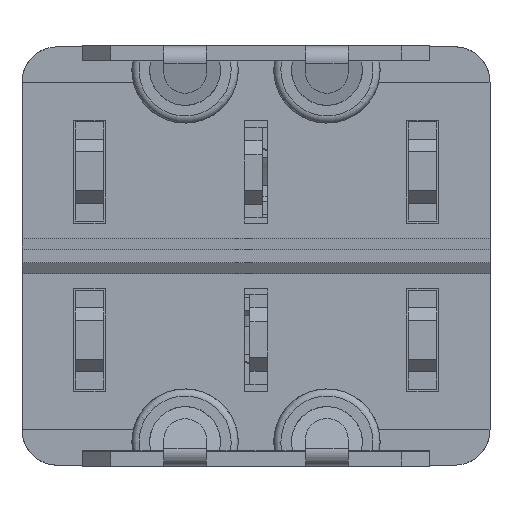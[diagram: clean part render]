
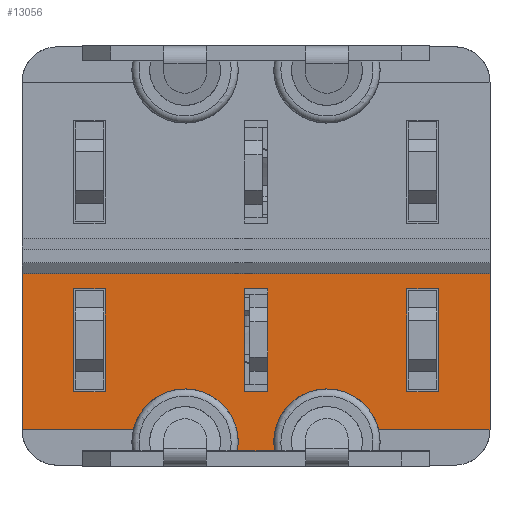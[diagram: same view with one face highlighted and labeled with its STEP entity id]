
A CAD part, front view. The second image highlights one B-rep face of the part: STEP entity #13056.
In plain terms, the highlighted planar face has unit normal (0, -1, 0).
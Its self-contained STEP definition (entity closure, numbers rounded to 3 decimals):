
#335=DIRECTION('',(1.,0.,0.));
#336=VECTOR('',#335,1.042);
#337=CARTESIAN_POINT('',(-0.521,0.35,-5.5));
#338=LINE('',#337,#336);
#705=DIRECTION('',(0.,0.,1.));
#706=VECTOR('',#705,4.4);
#707=CARTESIAN_POINT('',(6.6,0.35,-4.9));
#708=LINE('',#707,#706);
#733=DIRECTION('',(1.,0.,0.));
#734=VECTOR('',#733,13.2);
#735=CARTESIAN_POINT('',(-6.6,0.35,-0.5));
#736=LINE('',#735,#734);
#737=DIRECTION('',(-1.,0.,0.));
#738=VECTOR('',#737,3.141);
#739=CARTESIAN_POINT('',(6.6,0.35,-4.9));
#740=LINE('',#739,#738);
#741=CARTESIAN_POINT('',(2.,0.35,-5.25));
#742=DIRECTION('',(0.,1.,0.));
#743=DIRECTION('',(-0.986,0.,-0.167));
#744=AXIS2_PLACEMENT_3D('',#741,#742,#743);
#746=CARTESIAN_POINT('',(-2.,0.35,-5.25));
#747=DIRECTION('',(0.,1.,0.));
#748=DIRECTION('',(-0.972,0.,0.233));
#749=AXIS2_PLACEMENT_3D('',#746,#747,#748);
#751=DIRECTION('',(1.,0.,0.));
#752=VECTOR('',#751,3.141);
#753=CARTESIAN_POINT('',(-6.6,0.35,-4.9));
#754=LINE('',#753,#752);
#755=DIRECTION('',(-1.,0.,0.));
#756=VECTOR('',#755,0.9);
#757=CARTESIAN_POINT('',(5.15,0.35,-3.825));
#758=LINE('',#757,#756);
#759=DIRECTION('',(0.,0.,-1.));
#760=VECTOR('',#759,2.9);
#761=CARTESIAN_POINT('',(5.15,0.35,-0.925));
#762=LINE('',#761,#760);
#763=DIRECTION('',(1.,0.,0.));
#764=VECTOR('',#763,0.9);
#765=CARTESIAN_POINT('',(4.25,0.35,-0.925));
#766=LINE('',#765,#764);
#767=DIRECTION('',(-1.,0.,0.));
#768=VECTOR('',#767,0.9);
#769=CARTESIAN_POINT('',(-4.25,0.35,-0.925));
#770=LINE('',#769,#768);
#771=DIRECTION('',(0.,0.,-1.));
#772=VECTOR('',#771,2.9);
#773=CARTESIAN_POINT('',(-5.15,0.35,-0.925));
#774=LINE('',#773,#772);
#775=DIRECTION('',(1.,0.,0.));
#776=VECTOR('',#775,0.9);
#777=CARTESIAN_POINT('',(-5.15,0.35,-3.825));
#778=LINE('',#777,#776);
#779=DIRECTION('',(1.,0.,0.));
#780=VECTOR('',#779,0.65);
#781=CARTESIAN_POINT('',(-0.325,0.35,-0.925));
#782=LINE('',#781,#780);
#783=DIRECTION('',(-1.,0.,0.));
#784=VECTOR('',#783,0.65);
#785=CARTESIAN_POINT('',(0.325,0.35,-3.825));
#786=LINE('',#785,#784);
#787=DIRECTION('',(0.,0.,1.));
#788=VECTOR('',#787,2.548);
#789=CARTESIAN_POINT('',(0.325,0.35,-3.625));
#790=LINE('',#789,#788);
#811=DIRECTION('',(0.,0.,-1.));
#812=VECTOR('',#811,4.4);
#813=CARTESIAN_POINT('',(-6.6,0.35,-0.5));
#814=LINE('',#813,#812);
#3859=DIRECTION('',(0.,0.,-1.));
#3860=VECTOR('',#3859,2.9);
#3861=CARTESIAN_POINT('',(-4.25,0.35,-0.925));
#3862=LINE('',#3861,#3860);
#4664=DIRECTION('',(0.,0.,-1.));
#4665=VECTOR('',#4664,0.152);
#4666=CARTESIAN_POINT('',(0.325,0.35,-0.925));
#4667=LINE('',#4666,#4665);
#4684=DIRECTION('',(0.,0.,1.));
#4685=VECTOR('',#4684,2.9);
#4686=CARTESIAN_POINT('',(-0.325,0.35,-3.825));
#4687=LINE('',#4686,#4685);
#4726=DIRECTION('',(0.,0.,-1.));
#4727=VECTOR('',#4726,0.2);
#4728=CARTESIAN_POINT('',(0.325,0.35,-3.625));
#4729=LINE('',#4728,#4727);
#5159=DIRECTION('',(0.,0.,1.));
#5160=VECTOR('',#5159,2.9);
#5161=CARTESIAN_POINT('',(4.25,0.35,-3.825));
#5162=LINE('',#5161,#5160);
#10130=CARTESIAN_POINT('',(-0.521,0.35,-5.5));
#10131=CARTESIAN_POINT('',(0.521,0.35,-5.5));
#10132=VERTEX_POINT('',#10130);
#10133=VERTEX_POINT('',#10131);
#10145=CARTESIAN_POINT('',(6.6,0.35,-4.9));
#10147=VERTEX_POINT('',#10145);
#10150=CARTESIAN_POINT('',(3.459,0.35,-4.9));
#10151=VERTEX_POINT('',#10150);
#10170=CARTESIAN_POINT('',(-6.6,0.35,-4.9));
#10172=VERTEX_POINT('',#10170);
#10182=CARTESIAN_POINT('',(-3.459,0.35,-4.9));
#10183=VERTEX_POINT('',#10182);
#10290=CARTESIAN_POINT('',(-0.325,0.35,-0.925));
#10291=CARTESIAN_POINT('',(0.325,0.35,-0.925));
#10292=VERTEX_POINT('',#10290);
#10293=VERTEX_POINT('',#10291);
#10294=CARTESIAN_POINT('',(0.325,0.35,-3.825));
#10295=CARTESIAN_POINT('',(-0.325,0.35,-3.825));
#10296=VERTEX_POINT('',#10294);
#10297=VERTEX_POINT('',#10295);
#10298=CARTESIAN_POINT('',(4.25,0.35,-0.925));
#10299=CARTESIAN_POINT('',(5.15,0.35,-0.925));
#10300=VERTEX_POINT('',#10298);
#10301=VERTEX_POINT('',#10299);
#10302=CARTESIAN_POINT('',(5.15,0.35,-3.825));
#10303=VERTEX_POINT('',#10302);
#10304=CARTESIAN_POINT('',(4.25,0.35,-3.825));
#10305=VERTEX_POINT('',#10304);
#10310=CARTESIAN_POINT('',(-4.25,0.35,-0.925));
#10311=CARTESIAN_POINT('',(-5.15,0.35,-0.925));
#10312=VERTEX_POINT('',#10310);
#10313=VERTEX_POINT('',#10311);
#10314=CARTESIAN_POINT('',(-5.15,0.35,-3.825));
#10315=VERTEX_POINT('',#10314);
#10316=CARTESIAN_POINT('',(-4.25,0.35,-3.825));
#10317=VERTEX_POINT('',#10316);
#10334=CARTESIAN_POINT('',(-6.6,0.35,-0.5));
#10335=CARTESIAN_POINT('',(6.6,0.35,-0.5));
#10336=VERTEX_POINT('',#10334);
#10337=VERTEX_POINT('',#10335);
#10752=CARTESIAN_POINT('',(0.325,0.35,-3.625));
#10753=CARTESIAN_POINT('',(0.325,0.35,-1.077));
#10754=VERTEX_POINT('',#10752);
#10755=VERTEX_POINT('',#10753);
#13001=CARTESIAN_POINT('',(0.,0.35,-2.5));
#13002=DIRECTION('',(0.,-1.,0.));
#13003=DIRECTION('',(0.,0.,-1.));
#13004=AXIS2_PLACEMENT_3D('',#13001,#13002,#13003);
#13005=PLANE('',#13004);
#13007=ORIENTED_EDGE('',*,*,#13006,.T.);
#13008=ORIENTED_EDGE('',*,*,#12980,.F.);
#13010=ORIENTED_EDGE('',*,*,#13009,.T.);
#13012=ORIENTED_EDGE('',*,*,#13011,.F.);
#13013=ORIENTED_EDGE('',*,*,#12430,.F.);
#13015=ORIENTED_EDGE('',*,*,#13014,.F.);
#13017=ORIENTED_EDGE('',*,*,#13016,.F.);
#13019=ORIENTED_EDGE('',*,*,#13018,.F.);
#13020=EDGE_LOOP('',(#13007,#13008,#13010,#13012,#13013,#13015,#13017,#13019));
#13021=FACE_OUTER_BOUND('',#13020,.F.);
#13023=ORIENTED_EDGE('',*,*,#13022,.F.);
#13025=ORIENTED_EDGE('',*,*,#13024,.F.);
#13027=ORIENTED_EDGE('',*,*,#13026,.F.);
#13029=ORIENTED_EDGE('',*,*,#13028,.F.);
#13030=EDGE_LOOP('',(#13023,#13025,#13027,#13029));
#13031=FACE_BOUND('',#13030,.F.);
#13033=ORIENTED_EDGE('',*,*,#13032,.F.);
#13035=ORIENTED_EDGE('',*,*,#13034,.T.);
#13037=ORIENTED_EDGE('',*,*,#13036,.T.);
#13039=ORIENTED_EDGE('',*,*,#13038,.T.);
#13040=EDGE_LOOP('',(#13033,#13035,#13037,#13039));
#13041=FACE_BOUND('',#13040,.F.);
#13043=ORIENTED_EDGE('',*,*,#13042,.F.);
#13045=ORIENTED_EDGE('',*,*,#13044,.F.);
#13047=ORIENTED_EDGE('',*,*,#13046,.F.);
#13049=ORIENTED_EDGE('',*,*,#13048,.F.);
#13051=ORIENTED_EDGE('',*,*,#13050,.F.);
#13053=ORIENTED_EDGE('',*,*,#13052,.T.);
#13054=EDGE_LOOP('',(#13043,#13045,#13047,#13049,#13051,#13053));
#13055=FACE_BOUND('',#13054,.F.);
#745=CIRCLE('',#744,1.5);
#750=CIRCLE('',#749,1.5);
#12430=EDGE_CURVE('',#10132,#10133,#338,.T.);
#12980=EDGE_CURVE('',#10147,#10337,#708,.T.);
#13006=EDGE_CURVE('',#10336,#10337,#736,.T.);
#13009=EDGE_CURVE('',#10147,#10151,#740,.T.);
#13011=EDGE_CURVE('',#10133,#10151,#745,.T.);
#13014=EDGE_CURVE('',#10183,#10132,#750,.T.);
#13016=EDGE_CURVE('',#10172,#10183,#754,.T.);
#13018=EDGE_CURVE('',#10336,#10172,#814,.T.);
#13022=EDGE_CURVE('',#10305,#10300,#5162,.T.);
#13024=EDGE_CURVE('',#10303,#10305,#758,.T.);
#13026=EDGE_CURVE('',#10301,#10303,#762,.T.);
#13028=EDGE_CURVE('',#10300,#10301,#766,.T.);
#13032=EDGE_CURVE('',#10312,#10317,#3862,.T.);
#13034=EDGE_CURVE('',#10312,#10313,#770,.T.);
#13036=EDGE_CURVE('',#10313,#10315,#774,.T.);
#13038=EDGE_CURVE('',#10315,#10317,#778,.T.);
#13042=EDGE_CURVE('',#10293,#10755,#4667,.T.);
#13044=EDGE_CURVE('',#10292,#10293,#782,.T.);
#13046=EDGE_CURVE('',#10297,#10292,#4687,.T.);
#13048=EDGE_CURVE('',#10296,#10297,#786,.T.);
#13050=EDGE_CURVE('',#10754,#10296,#4729,.T.);
#13052=EDGE_CURVE('',#10754,#10755,#790,.T.);
#13056=ADVANCED_FACE('',(#13021,#13031,#13041,#13055),#13005,.T.);
